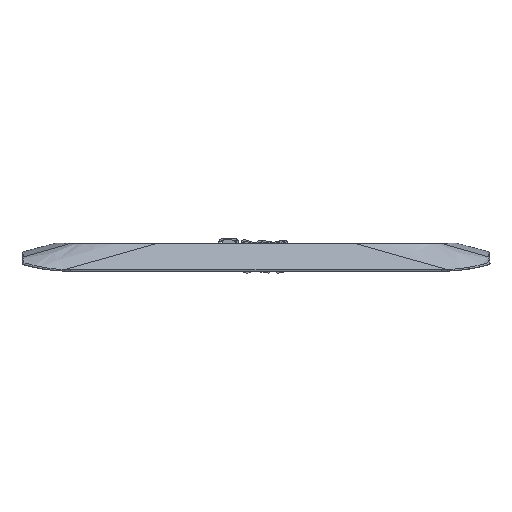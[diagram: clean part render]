
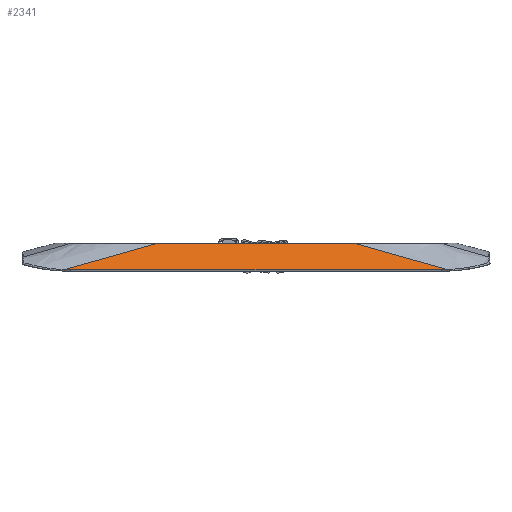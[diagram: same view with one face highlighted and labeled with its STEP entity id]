
A CAD part, left-side view. The second image highlights one B-rep face of the part: STEP entity #2341.
In plain terms, the highlighted planar face has unit normal (-0.951, 0, 0.309).
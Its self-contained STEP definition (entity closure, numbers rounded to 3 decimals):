
#654 = CARTESIAN_POINT ( 'NONE',  ( -5.772, 99.019, 8.155 ) ) ;
#870 = CARTESIAN_POINT ( 'NONE',  ( -9.459, 168.623, -3.192 ) ) ;
#2341 = ADVANCED_FACE ( 'NONE', ( #31797 ), #18972, .F. ) ;
#2516 = CARTESIAN_POINT ( 'NONE',  ( -9.459, -0.082, -3.192 ) ) ;
#2558 = EDGE_CURVE ( 'NONE', #11087, #37367, #22963, .T. ) ;
#2851 = CARTESIAN_POINT ( 'NONE',  ( -9.47, 167.528, -3.226 ) ) ;
#3920 = CARTESIAN_POINT ( 'NONE',  ( -5.772, 69.522, 8.155 ) ) ;
#4840 = CARTESIAN_POINT ( 'NONE',  ( -9.476, 2.746, -3.245 ) ) ;
#4981 = EDGE_CURVE ( 'NONE', #23313, #34686, #7818, .T. ) ;
#5020 = CARTESIAN_POINT ( 'NONE',  ( -9.689, 84.271, -3.9 ) ) ;
#5225 = CARTESIAN_POINT ( 'NONE',  ( -9.459, 168.597, -3.193 ) ) ;
#5348 = CARTESIAN_POINT ( 'NONE',  ( -9.467, 167.847, -3.218 ) ) ;
#5741 = CARTESIAN_POINT ( 'NONE',  ( -9.476, 2.639, -3.245 ) ) ;
#6025 = CARTESIAN_POINT ( 'NONE',  ( -5.772, 40.026, 8.155 ) ) ;
#6113 = CARTESIAN_POINT ( 'NONE',  ( -9.474, 1.749, -3.24 ) ) ;
#6314 = ORIENTED_EDGE ( 'NONE', *, *, #21774, .F. ) ;
#6422 = CARTESIAN_POINT ( 'NONE',  ( -8.589, 159.205, -0.515 ) ) ;
#7376 = ORIENTED_EDGE ( 'NONE', *, *, #30400, .F. ) ;
#7446 = DIRECTION ( 'NONE',  ( 0., -1., 0. ) ) ;
#7716 = EDGE_CURVE ( 'NONE', #34686, #15956, #33686, .T. ) ;
#7790 = VERTEX_POINT ( 'NONE', #23685 ) ;
#7818 = B_SPLINE_CURVE_WITH_KNOTS ( 'NONE', 3,
 ( #870, #15533, #6422, #23764, #18310, #26649, #9335, #26775 ),
 .UNSPECIFIED., .F., .F.,
 ( 4, 2, 2, 4 ),
 ( 0., 0.352, 0.747, 1. ),
 .UNSPECIFIED. ) ;
#7956 = AXIS2_PLACEMENT_3D ( 'NONE', #5020, #22271, #7446 ) ;
#8275 = CARTESIAN_POINT ( 'NONE',  ( -9.459, 168.623, -3.192 ) ) ;
#8516 = CARTESIAN_POINT ( 'NONE',  ( -9.463, 168.291, -3.204 ) ) ;
#9335 = CARTESIAN_POINT ( 'NONE',  ( -6.082, 131.904, 7.201 ) ) ;
#11059 = CARTESIAN_POINT ( 'NONE',  ( -9.474, 166.792, -3.24 ) ) ;
#11087 = VERTEX_POINT ( 'NONE', #23662 ) ;
#11333 = CARTESIAN_POINT ( 'NONE',  ( -9.461, 0.124, -3.2 ) ) ;
#11812 = CARTESIAN_POINT ( 'NONE',  ( -9.476, 2.168, -3.244 ) ) ;
#11932 = CARTESIAN_POINT ( 'NONE',  ( -9.476, 2.746, -3.245 ) ) ;
#13588 = B_SPLINE_CURVE_WITH_KNOTS ( 'NONE', 3,
 ( #23793, #29722, #24179, #17967 ),
 .UNSPECIFIED., .F., .F.,
 ( 4, 4 ),
 ( 0., 1. ),
 .UNSPECIFIED. ) ;
#14138 = CARTESIAN_POINT ( 'NONE',  ( -9.459, -0.082, -3.192 ) ) ;
#15533 = CARTESIAN_POINT ( 'NONE',  ( -9.023, 163.915, -1.852 ) ) ;
#15956 = VERTEX_POINT ( 'NONE', #6025 ) ;
#16452 = CARTESIAN_POINT ( 'NONE',  ( -7.187, 24.568, 3.799 ) ) ;
#17020 = CARTESIAN_POINT ( 'NONE',  ( -9.459, -0.055, -3.193 ) ) ;
#17125 = CARTESIAN_POINT ( 'NONE',  ( -9.476, 165.903, -3.245 ) ) ;
#17646 = CARTESIAN_POINT ( 'NONE',  ( -9.476, 2.612, -3.245 ) ) ;
#17967 = CARTESIAN_POINT ( 'NONE',  ( -9.476, 165.796, -3.245 ) ) ;
#18310 = CARTESIAN_POINT ( 'NONE',  ( -7.186, 143.953, 3.804 ) ) ;
#18972 = PLANE ( 'NONE',  #7956 ) ;
#19732 = CARTESIAN_POINT ( 'NONE',  ( -7.671, 19.301, 2.31 ) ) ;
#19929 = CARTESIAN_POINT ( 'NONE',  ( -9.476, 165.796, -3.245 ) ) ;
#20179 = CARTESIAN_POINT ( 'NONE',  ( -9.476, 166.374, -3.244 ) ) ;
#20862 = EDGE_CURVE ( 'NONE', #7790, #23313, #29945, .T. ) ;
#21774 = EDGE_CURVE ( 'NONE', #15956, #11087, #32816, .T. ) ;
#22271 = DIRECTION ( 'NONE',  ( 0.951, 0., -0.309 ) ) ;
#22724 = CARTESIAN_POINT ( 'NONE',  ( -9.476, 165.822, -3.245 ) ) ;
#22841 = CARTESIAN_POINT ( 'NONE',  ( -9.476, 165.929, -3.245 ) ) ;
#22860 = CARTESIAN_POINT ( 'NONE',  ( -9.459, -0.029, -3.194 ) ) ;
#22914 = ORIENTED_EDGE ( 'NONE', *, *, #7716, .F. ) ;
#22963 = B_SPLINE_CURVE_WITH_KNOTS ( 'NONE', 3,
 ( #14138, #17020, #22860, #11333, #34414, #37337, #26371, #6113, #11812, #17646, #5741, #28899, #34654, #11932 ),
 .UNSPECIFIED., .F., .F.,
 ( 4, 2, 2, 2, 2, 2, 4 ),
 ( 0., 0.028, 0.162, 0.5, 0.943, 0.971, 1. ),
 .UNSPECIFIED. ) ;
#23082 = CARTESIAN_POINT ( 'NONE',  ( -9.461, 168.417, -3.2 ) ) ;
#23313 = VERTEX_POINT ( 'NONE', #36144 ) ;
#23662 = CARTESIAN_POINT ( 'NONE',  ( -9.459, -0.082, -3.192 ) ) ;
#23685 = CARTESIAN_POINT ( 'NONE',  ( -9.476, 165.796, -3.245 ) ) ;
#23764 = CARTESIAN_POINT ( 'NONE',  ( -7.67, 149.225, 2.314 ) ) ;
#23793 = CARTESIAN_POINT ( 'NONE',  ( -9.476, 2.746, -3.245 ) ) ;
#24179 = CARTESIAN_POINT ( 'NONE',  ( -9.476, 111.446, -3.245 ) ) ;
#25177 = CARTESIAN_POINT ( 'NONE',  ( -5.772, 40.026, 8.155 ) ) ;
#25613 = CARTESIAN_POINT ( 'NONE',  ( -9.459, 168.57, -3.194 ) ) ;
#26371 = CARTESIAN_POINT ( 'NONE',  ( -9.47, 1.013, -3.226 ) ) ;
#26649 = CARTESIAN_POINT ( 'NONE',  ( -6.392, 135.293, 6.247 ) ) ;
#26691 = CARTESIAN_POINT ( 'NONE',  ( -5.772, 40.026, 8.155 ) ) ;
#26775 = CARTESIAN_POINT ( 'NONE',  ( -5.772, 128.516, 8.155 ) ) ;
#28899 = CARTESIAN_POINT ( 'NONE',  ( -9.476, 2.692, -3.245 ) ) ;
#29722 = CARTESIAN_POINT ( 'NONE',  ( -9.476, 57.096, -3.245 ) ) ;
#29945 = B_SPLINE_CURVE_WITH_KNOTS ( 'NONE', 3,
 ( #19929, #22724, #31774, #17125, #22841, #20179, #11059, #2851, #5348, #8516, #23082, #25613, #5225, #8275 ),
 .UNSPECIFIED., .F., .F.,
 ( 4, 2, 2, 2, 2, 2, 4 ),
 ( 0., 0.029, 0.057, 0.5, 0.838, 0.972, 1. ),
 .UNSPECIFIED. ) ;
#30400 = EDGE_CURVE ( 'NONE', #37367, #7790, #13588, .T. ) ;
#31347 = CARTESIAN_POINT ( 'NONE',  ( -8.59, 9.328, -0.517 ) ) ;
#31774 = CARTESIAN_POINT ( 'NONE',  ( -9.476, 165.849, -3.245 ) ) ;
#31797 = FACE_OUTER_BOUND ( 'NONE', #36400, .T. ) ;
#32291 = ORIENTED_EDGE ( 'NONE', *, *, #20862, .F. ) ;
#32637 = ORIENTED_EDGE ( 'NONE', *, *, #2558, .F. ) ;
#32788 = CARTESIAN_POINT ( 'NONE',  ( -5.772, 128.516, 8.155 ) ) ;
#32816 = B_SPLINE_CURVE_WITH_KNOTS ( 'NONE', 3,
 ( #25177, #36980, #33831, #16452, #19732, #31347, #34074, #2516 ),
 .UNSPECIFIED., .F., .F.,
 ( 4, 2, 2, 4 ),
 ( 0., 0.254, 0.648, 1. ),
 .UNSPECIFIED. ) ;
#33686 = B_SPLINE_CURVE_WITH_KNOTS ( 'NONE', 3,
 ( #35746, #654, #3920, #26691 ),
 .UNSPECIFIED., .F., .F.,
 ( 4, 4 ),
 ( -1., 0. ),
 .UNSPECIFIED. ) ;
#33831 = CARTESIAN_POINT ( 'NONE',  ( -6.393, 33.233, 6.243 ) ) ;
#34074 = CARTESIAN_POINT ( 'NONE',  ( -9.024, 4.622, -1.853 ) ) ;
#34414 = CARTESIAN_POINT ( 'NONE',  ( -9.463, 0.25, -3.204 ) ) ;
#34654 = CARTESIAN_POINT ( 'NONE',  ( -9.476, 2.719, -3.245 ) ) ;
#34686 = VERTEX_POINT ( 'NONE', #32788 ) ;
#35169 = ORIENTED_EDGE ( 'NONE', *, *, #4981, .F. ) ;
#35746 = CARTESIAN_POINT ( 'NONE',  ( -5.772, 128.516, 8.155 ) ) ;
#36144 = CARTESIAN_POINT ( 'NONE',  ( -9.459, 168.623, -3.192 ) ) ;
#36400 = EDGE_LOOP ( 'NONE', ( #6314, #22914, #35169, #32291, #7376, #32637 ) ) ;
#36980 = CARTESIAN_POINT ( 'NONE',  ( -6.082, 36.629, 7.199 ) ) ;
#37337 = CARTESIAN_POINT ( 'NONE',  ( -9.467, 0.694, -3.218 ) ) ;
#37367 = VERTEX_POINT ( 'NONE', #4840 ) ;
